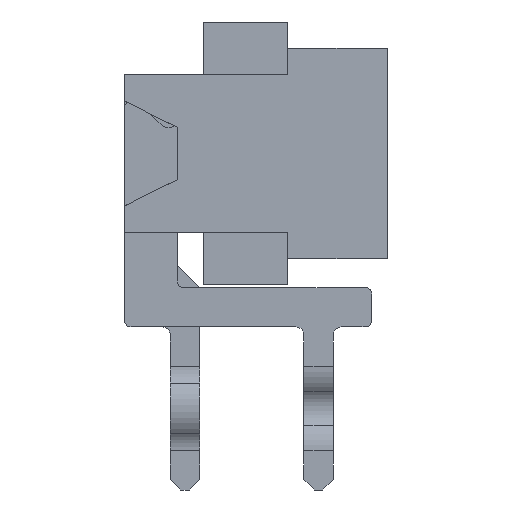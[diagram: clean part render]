
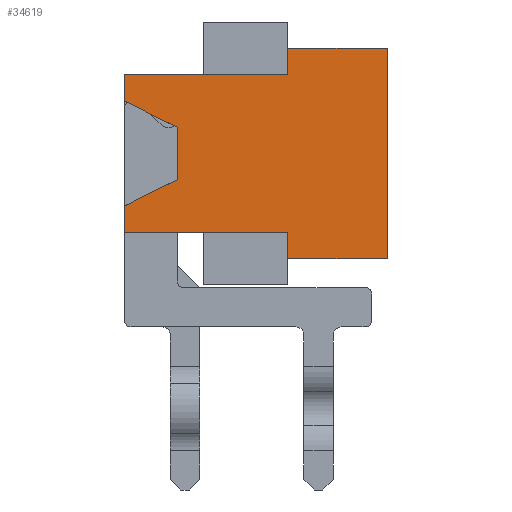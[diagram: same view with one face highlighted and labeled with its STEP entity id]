
A CAD part, front view. The second image highlights one B-rep face of the part: STEP entity #34619.
In plain terms, the highlighted face is planar.
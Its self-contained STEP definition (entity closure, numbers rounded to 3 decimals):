
#4366=ORIENTED_EDGE('',*,*,#13796,.F.);
#4367=ORIENTED_EDGE('',*,*,#13808,.F.);
#4368=ORIENTED_EDGE('',*,*,#13815,.T.);
#4369=ORIENTED_EDGE('',*,*,#12493,.F.);
#4370=ORIENTED_EDGE('',*,*,#12479,.T.);
#4371=ORIENTED_EDGE('',*,*,#13816,.F.);
#4372=ORIENTED_EDGE('',*,*,#13817,.F.);
#4373=ORIENTED_EDGE('',*,*,#13818,.T.);
#4374=ORIENTED_EDGE('',*,*,#13819,.T.);
#4375=ORIENTED_EDGE('',*,*,#12492,.T.);
#4376=ORIENTED_EDGE('',*,*,#12473,.F.);
#4377=ORIENTED_EDGE('',*,*,#13810,.F.);
#4378=ORIENTED_EDGE('',*,*,#13075,.F.);
#4379=ORIENTED_EDGE('',*,*,#13085,.F.);
#12473=EDGE_CURVE('',#17667,#17668,#21115,.T.);
#12479=EDGE_CURVE('',#17674,#17673,#21121,.T.);
#12492=EDGE_CURVE('',#17683,#17668,#21134,.T.);
#12493=EDGE_CURVE('',#17674,#17684,#21135,.T.);
#13075=EDGE_CURVE('',#18049,#18050,#21717,.T.);
#13085=EDGE_CURVE('',#18053,#18049,#21727,.T.);
#13796=EDGE_CURVE('',#18423,#18053,#22438,.T.);
#13808=EDGE_CURVE('',#18424,#18423,#22450,.T.);
#13810=EDGE_CURVE('',#18050,#17667,#22452,.T.);
#13815=EDGE_CURVE('',#18424,#17684,#22457,.T.);
#13816=EDGE_CURVE('',#18425,#17673,#22458,.T.);
#13817=EDGE_CURVE('',#18426,#18425,#22459,.T.);
#13818=EDGE_CURVE('',#18426,#18427,#22460,.T.);
#13819=EDGE_CURVE('',#18427,#17683,#22461,.T.);
#17667=VERTEX_POINT('',#49746);
#17668=VERTEX_POINT('',#49748);
#17673=VERTEX_POINT('',#49759);
#17674=VERTEX_POINT('',#49761);
#17683=VERTEX_POINT('',#49784);
#17684=VERTEX_POINT('',#49789);
#18049=VERTEX_POINT('',#50935);
#18050=VERTEX_POINT('',#50936);
#18053=VERTEX_POINT('',#50951);
#18423=VERTEX_POINT('',#52312);
#18424=VERTEX_POINT('',#52336);
#18425=VERTEX_POINT('',#52348);
#18426=VERTEX_POINT('',#52350);
#18427=VERTEX_POINT('',#52352);
#21115=LINE('',#49747,#25273);
#21121=LINE('',#49760,#25279);
#21134=LINE('',#49786,#25292);
#21135=LINE('',#49788,#25293);
#21717=LINE('',#50934,#25875);
#21727=LINE('',#50952,#25885);
#22438=LINE('',#52311,#26596);
#22450=LINE('',#52335,#26608);
#22452=LINE('',#52339,#26610);
#22457=LINE('',#52346,#26615);
#22458=LINE('',#52347,#26616);
#22459=LINE('',#52349,#26617);
#22460=LINE('',#52351,#26618);
#22461=LINE('',#52353,#26619);
#25273=VECTOR('',#39508,1000.);
#25279=VECTOR('',#39516,1000.);
#25292=VECTOR('',#39535,1000.);
#25293=VECTOR('',#39538,1000.);
#25875=VECTOR('',#40518,1000.);
#25885=VECTOR('',#40534,1000.);
#26596=VECTOR('',#41803,1000.);
#26608=VECTOR('',#41837,1000.);
#26610=VECTOR('',#41841,1000.);
#26615=VECTOR('',#41850,1000.);
#26616=VECTOR('',#41851,1000.);
#26617=VECTOR('',#41852,1000.);
#26618=VECTOR('',#41853,1000.);
#26619=VECTOR('',#41854,1000.);
#29581=EDGE_LOOP('',(#4366,#4367,#4368,#4369,#4370,#4371,#4372,#4373,#4374,
#4375,#4376,#4377,#4378,#4379));
#31457=FACE_BOUND('',#29581,.T.);
#33333=PLANE('',#36631);
#34619=ADVANCED_FACE('',(#31457),#33333,.F.);
#36631=AXIS2_PLACEMENT_3D('',#52345,#41848,#41849);
#39508=DIRECTION('',(0.,0.,1.));
#39516=DIRECTION('',(0.,-1.,0.));
#39535=DIRECTION('',(0.,0.,-1.));
#39538=DIRECTION('',(0.,0.,-1.));
#40518=DIRECTION('',(0.,0.447,-0.894));
#40534=DIRECTION('',(0.,1.,0.));
#41803=DIRECTION('',(0.,0.447,0.894));
#41837=DIRECTION('',(0.,1.,0.));
#41841=DIRECTION('',(0.,1.,0.));
#41848=DIRECTION('',(1.,0.,0.));
#41849=DIRECTION('',(0.,0.,-1.));
#41850=DIRECTION('',(0.,0.,1.));
#41851=DIRECTION('',(0.,0.,-1.));
#41852=DIRECTION('',(0.,-1.,0.));
#41853=DIRECTION('',(0.,0.,-1.));
#41854=DIRECTION('',(0.,-1.,0.));
#49746=CARTESIAN_POINT('',(-12.965,1.5,-1.5));
#49747=CARTESIAN_POINT('',(-12.965,1.5,-1.5));
#49748=CARTESIAN_POINT('',(-12.965,1.5,0.));
#49759=CARTESIAN_POINT('',(-12.965,-2.,1.6));
#49760=CARTESIAN_POINT('',(-12.965,2.,1.6));
#49761=CARTESIAN_POINT('',(-12.965,-1.5,1.6));
#49784=CARTESIAN_POINT('',(-12.965,1.5,1.6));
#49786=CARTESIAN_POINT('',(-12.965,1.5,28.298));
#49788=CARTESIAN_POINT('',(-12.965,-1.5,28.298));
#49789=CARTESIAN_POINT('',(-12.965,-1.5,0.));
#50934=CARTESIAN_POINT('',(-12.965,-0.8,2.1));
#50935=CARTESIAN_POINT('',(-12.965,0.5,-0.5));
#50936=CARTESIAN_POINT('',(-12.965,1.,-1.5));
#50951=CARTESIAN_POINT('',(-12.965,-0.5,-0.5));
#50952=CARTESIAN_POINT('',(-12.965,2.,-0.5));
#52311=CARTESIAN_POINT('',(-12.965,1.6,3.7));
#52312=CARTESIAN_POINT('',(-12.965,-1.,-1.5));
#52335=CARTESIAN_POINT('',(-12.965,-1.5,-1.5));
#52336=CARTESIAN_POINT('',(-12.965,-1.5,-1.5));
#52339=CARTESIAN_POINT('',(-12.965,-1.5,-1.5));
#52345=CARTESIAN_POINT('',(-12.965,2.,3.5));
#52346=CARTESIAN_POINT('',(-12.965,-1.5,-1.5));
#52347=CARTESIAN_POINT('',(-12.965,-2.,3.5));
#52348=CARTESIAN_POINT('',(-12.965,-2.,3.5));
#52349=CARTESIAN_POINT('',(-12.965,2.,3.5));
#52350=CARTESIAN_POINT('',(-12.965,2.,3.5));
#52351=CARTESIAN_POINT('',(-12.965,2.,3.5));
#52352=CARTESIAN_POINT('',(-12.965,2.,1.6));
#52353=CARTESIAN_POINT('',(-12.965,2.,1.6));
